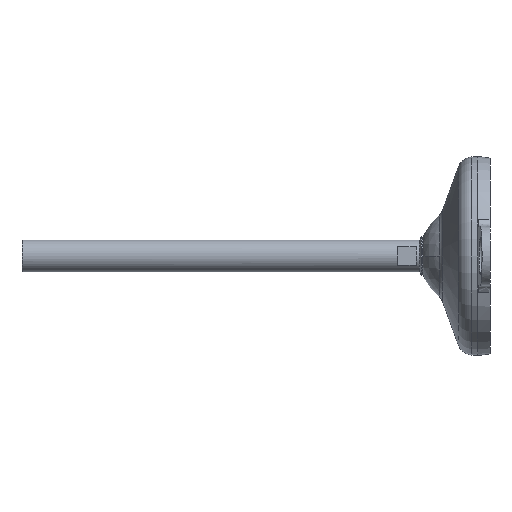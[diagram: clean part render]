
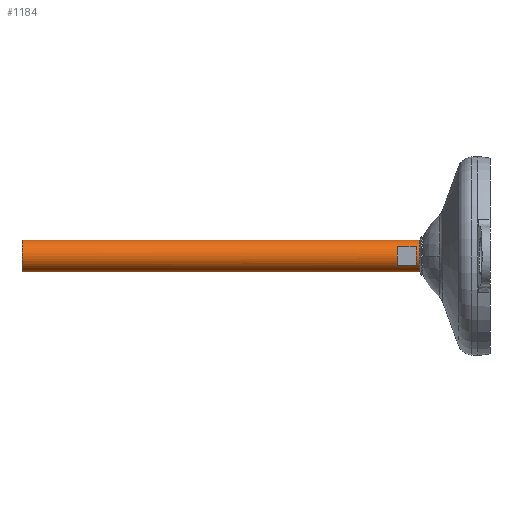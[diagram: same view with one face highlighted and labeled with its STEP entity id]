
A CAD part, left-side view. The second image highlights one B-rep face of the part: STEP entity #1184.
In plain terms, the highlighted cylindrical face has radius 8 mm (diameter 16 mm), a partial arc.
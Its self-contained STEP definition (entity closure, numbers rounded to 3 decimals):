
#4 = DIRECTION ( 'NONE',  ( 0., 0., 1. ) ) ;
#34 = FACE_BOUND ( 'NONE', #1041, .T. ) ;
#35 = ORIENTED_EDGE ( 'NONE', *, *, #1132, .T. ) ;
#59 = FACE_OUTER_BOUND ( 'NONE', #965, .T. ) ;
#62 = AXIS2_PLACEMENT_3D ( 'NONE', #540, #1463, #1064 ) ;
#66 = VERTEX_POINT ( 'NONE', #1497 ) ;
#146 = DIRECTION ( 'NONE',  ( 0., -1., 0. ) ) ;
#158 = DIRECTION ( 'NONE',  ( 0., -1., 0. ) ) ;
#177 = DIRECTION ( 'NONE',  ( 0., -1., 0. ) ) ;
#178 = VERTEX_POINT ( 'NONE', #602 ) ;
#232 = LINE ( 'NONE', #791, #670 ) ;
#301 = VERTEX_POINT ( 'NONE', #919 ) ;
#321 = DIRECTION ( 'NONE',  ( 0., 0., -1. ) ) ;
#353 = EDGE_CURVE ( 'NONE', #66, #1576, #1611, .T. ) ;
#364 = CIRCLE ( 'NONE', #979, 8. ) ;
#423 = VECTOR ( 'NONE', #1165, 1000. ) ;
#432 = ORIENTED_EDGE ( 'NONE', *, *, #689, .T. ) ;
#444 = CARTESIAN_POINT ( 'NONE',  ( 0., 35.5, 0. ) ) ;
#465 = ORIENTED_EDGE ( 'NONE', *, *, #951, .T. ) ;
#476 = LINE ( 'NONE', #1017, #1258 ) ;
#495 = CARTESIAN_POINT ( 'NONE',  ( 0., 0., -8. ) ) ;
#502 = DIRECTION ( 'NONE',  ( 0., -1., 0. ) ) ;
#540 = CARTESIAN_POINT ( 'NONE',  ( 0., 235., 0. ) ) ;
#593 = CARTESIAN_POINT ( 'NONE',  ( 0., 0., 0. ) ) ;
#602 = CARTESIAN_POINT ( 'NONE',  ( -6.5, 46.5, 4.664 ) ) ;
#643 = EDGE_CURVE ( 'NONE', #1462, #66, #232, .T. ) ;
#654 = ORIENTED_EDGE ( 'NONE', *, *, #1389, .T. ) ;
#670 = VECTOR ( 'NONE', #502, 1000. ) ;
#689 = EDGE_CURVE ( 'NONE', #1462, #1030, #753, .T. ) ;
#728 = VERTEX_POINT ( 'NONE', #798 ) ;
#739 = VERTEX_POINT ( 'NONE', #1471 ) ;
#740 = EDGE_CURVE ( 'NONE', #301, #178, #364, .T. ) ;
#753 = CIRCLE ( 'NONE', #62, 8. ) ;
#770 = DIRECTION ( 'NONE',  ( 0., -1., 0. ) ) ;
#791 = CARTESIAN_POINT ( 'NONE',  ( 0., 0., 8. ) ) ;
#798 = CARTESIAN_POINT ( 'NONE',  ( -6.5, 37., 4.664 ) ) ;
#806 = ORIENTED_EDGE ( 'NONE', *, *, #1266, .T. ) ;
#822 = DIRECTION ( 'NONE',  ( 0., 0., -1. ) ) ;
#849 = DIRECTION ( 'NONE',  ( 0., 0., -1. ) ) ;
#863 = AXIS2_PLACEMENT_3D ( 'NONE', #444, #146, #822 ) ;
#904 = ORIENTED_EDGE ( 'NONE', *, *, #353, .F. ) ;
#919 = CARTESIAN_POINT ( 'NONE',  ( -6.5, 46.5, -4.664 ) ) ;
#920 = LINE ( 'NONE', #1566, #1261 ) ;
#938 = CARTESIAN_POINT ( 'NONE',  ( 0., 235., 8. ) ) ;
#950 = CARTESIAN_POINT ( 'NONE',  ( 0., 235., -8. ) ) ;
#951 = EDGE_CURVE ( 'NONE', #178, #728, #476, .T. ) ;
#960 = CYLINDRICAL_SURFACE ( 'NONE', #1480, 8. ) ;
#965 = EDGE_LOOP ( 'NONE', ( #1078, #432, #806, #904 ) ) ;
#979 = AXIS2_PLACEMENT_3D ( 'NONE', #1348, #1528, #4 ) ;
#1017 = CARTESIAN_POINT ( 'NONE',  ( -6.5, 0., 4.664 ) ) ;
#1030 = VERTEX_POINT ( 'NONE', #950 ) ;
#1041 = EDGE_LOOP ( 'NONE', ( #654, #1253, #465, #35 ) ) ;
#1064 = DIRECTION ( 'NONE',  ( 0., 0., -1. ) ) ;
#1078 = ORIENTED_EDGE ( 'NONE', *, *, #643, .F. ) ;
#1095 = CARTESIAN_POINT ( 'NONE',  ( 0., 35.5, -8. ) ) ;
#1132 = EDGE_CURVE ( 'NONE', #728, #739, #1399, .T. ) ;
#1165 = DIRECTION ( 'NONE',  ( 0., -1., 0. ) ) ;
#1184 = ADVANCED_FACE ( 'NONE', ( #59, #34 ), #960, .T. ) ;
#1240 = CARTESIAN_POINT ( 'NONE',  ( 0., 37., 0. ) ) ;
#1253 = ORIENTED_EDGE ( 'NONE', *, *, #740, .T. ) ;
#1258 = VECTOR ( 'NONE', #770, 1000. ) ;
#1261 = VECTOR ( 'NONE', #1465, 1000. ) ;
#1266 = EDGE_CURVE ( 'NONE', #1030, #1576, #1420, .T. ) ;
#1348 = CARTESIAN_POINT ( 'NONE',  ( 0., 46.5, 0. ) ) ;
#1389 = EDGE_CURVE ( 'NONE', #739, #301, #920, .T. ) ;
#1399 = CIRCLE ( 'NONE', #1621, 8. ) ;
#1420 = LINE ( 'NONE', #495, #423 ) ;
#1462 = VERTEX_POINT ( 'NONE', #938 ) ;
#1463 = DIRECTION ( 'NONE',  ( 0., -1., 0. ) ) ;
#1465 = DIRECTION ( 'NONE',  ( 0., 1., 0. ) ) ;
#1471 = CARTESIAN_POINT ( 'NONE',  ( -6.5, 37., -4.664 ) ) ;
#1480 = AXIS2_PLACEMENT_3D ( 'NONE', #593, #158, #849 ) ;
#1497 = CARTESIAN_POINT ( 'NONE',  ( 0., 35.5, 8. ) ) ;
#1528 = DIRECTION ( 'NONE',  ( 0., 1., 0. ) ) ;
#1566 = CARTESIAN_POINT ( 'NONE',  ( -6.5, 0., -4.664 ) ) ;
#1576 = VERTEX_POINT ( 'NONE', #1095 ) ;
#1611 = CIRCLE ( 'NONE', #863, 8. ) ;
#1621 = AXIS2_PLACEMENT_3D ( 'NONE', #1240, #177, #321 ) ;
